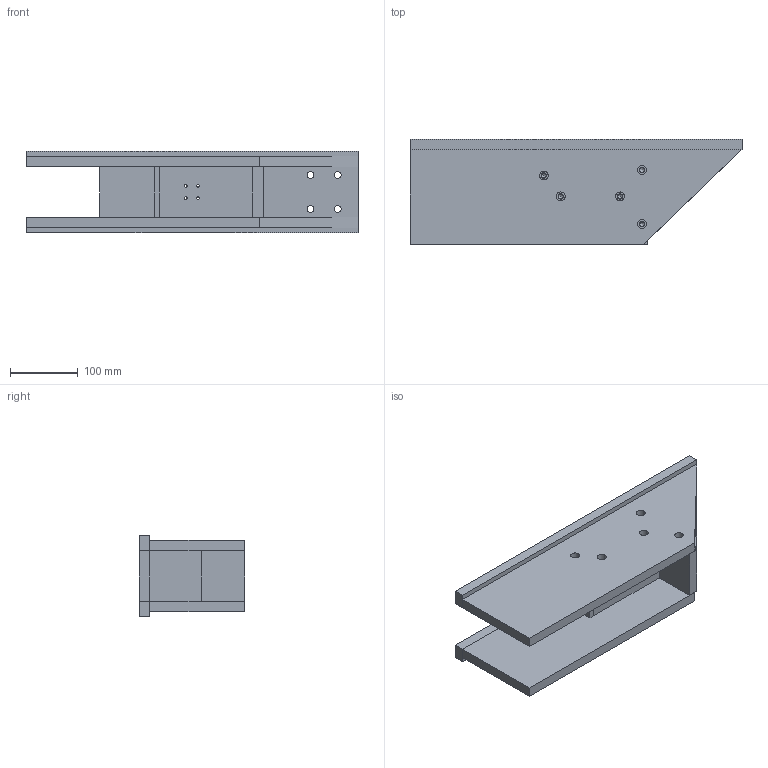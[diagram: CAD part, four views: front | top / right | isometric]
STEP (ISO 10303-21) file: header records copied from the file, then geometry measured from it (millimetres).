
FILE_DESCRIPTION(/* description */ (''),/* implementation_level */ '2;1');
FILE_NAME(/* name */ 'IT assy_v2.stp',/* time_stamp */ '2022-03-22T23:39:09+00:00',/* author */ (''),/* organization */ (''),/* preprocessor_version */ 'ST-DEVELOPER v16',/* originating_system */ 'SIEMENS PLM Software NX 11.0',/* authorisation */ '');
FILE_SCHEMA (('AUTOMOTIVE_DESIGN { 1 0 10303 214 3 1 1 1 }'));
Length unit declared in the file: millimetre
Products named in the file (7): LT chassis sides; LT chassis side2; Pneumatic holder top; Pneumatic holder side; LT chassis back v2; LT_chassis_v2; IT assy v2
Assembly tree (6 placements, depth 2):
  IT assy v2
    LT_chassis_v2
    LT chassis back v2
    Pneumatic holder side
    Pneumatic holder top
    LT chassis side2
    LT chassis sides
Bounding box: 490 x 155 x 120 mm (x, y, z)
Volume: 2701731 mm3; surface area: 469272.3 mm2
Topology: 6 solids, 6 shells, 186 faces, 440 edges, 288 vertices
Faces by surface type: cylinder 74, plane 68, cone 44
Full cylindrical faces by diameter (mm): 4 x4, 6.8 x22, 8 x22, 10 x4, 13 x22
Entity records: 4730 total; most frequent: DIRECTION 828, CARTESIAN_POINT 725, ORIENTED_EDGE 544, EDGE_LOOP 388, FACE_BOUND 385, AXIS2_PLACEMENT_3D 363, EDGE_CURVE 272, VERTEX_POINT 260
